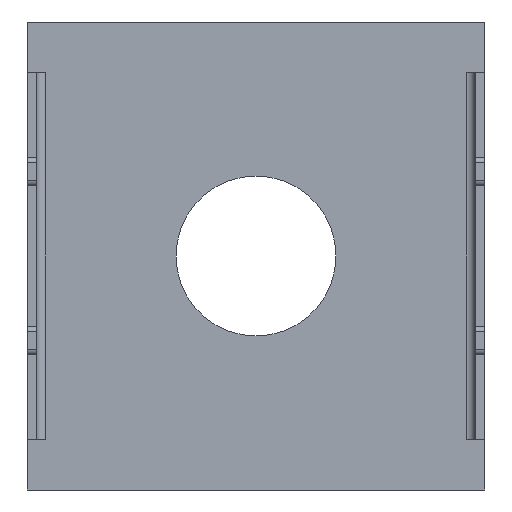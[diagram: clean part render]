
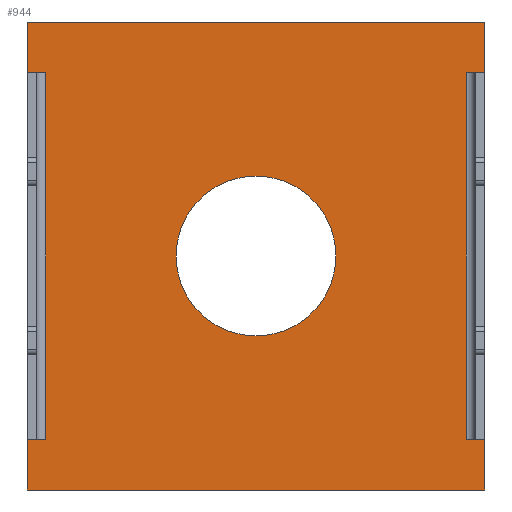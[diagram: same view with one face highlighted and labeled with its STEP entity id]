
A CAD part, front view. The second image highlights one B-rep face of the part: STEP entity #944.
In plain terms, the highlighted planar face has unit normal (0, -1, 0).
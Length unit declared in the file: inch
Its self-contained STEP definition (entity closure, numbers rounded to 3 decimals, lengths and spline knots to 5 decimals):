
#38=FACE_BOUND('',#106,.T.);
#51=FACE_OUTER_BOUND('',#105,.T.);
#105=EDGE_LOOP('',(#678,#679,#680,#681,#682,#683,#684,#685,#686,#687,#688,
#689));
#106=EDGE_LOOP('',(#690));
#148=LINE('',#1356,#254);
#150=LINE('',#1360,#256);
#168=LINE('',#1430,#274);
#169=LINE('',#1432,#275);
#170=LINE('',#1434,#276);
#171=LINE('',#1435,#277);
#172=LINE('',#1437,#278);
#173=LINE('',#1439,#279);
#174=LINE('',#1441,#280);
#175=LINE('',#1443,#281);
#176=LINE('',#1445,#282);
#177=LINE('',#1446,#283);
#254=VECTOR('',#1082,0.0555);
#256=VECTOR('',#1084,0.0555);
#274=VECTOR('',#1140,0.5);
#275=VECTOR('',#1141,0.02);
#276=VECTOR('',#1142,0.401);
#277=VECTOR('',#1143,0.02);
#278=VECTOR('',#1144,0.5);
#279=VECTOR('',#1145,0.0555);
#280=VECTOR('',#1146,0.02);
#281=VECTOR('',#1147,0.401);
#282=VECTOR('',#1148,0.02);
#283=VECTOR('',#1149,0.0555);
#363=CIRCLE('',#999,0.0875);
#394=VERTEX_POINT('',#1353);
#395=VERTEX_POINT('',#1355);
#396=VERTEX_POINT('',#1357);
#397=VERTEX_POINT('',#1359);
#411=VERTEX_POINT('',#1412);
#416=VERTEX_POINT('',#1429);
#417=VERTEX_POINT('',#1431);
#418=VERTEX_POINT('',#1433);
#419=VERTEX_POINT('',#1436);
#420=VERTEX_POINT('',#1438);
#421=VERTEX_POINT('',#1440);
#422=VERTEX_POINT('',#1442);
#423=VERTEX_POINT('',#1444);
#486=EDGE_CURVE('',#394,#395,#148,.T.);
#488=EDGE_CURVE('',#397,#396,#150,.T.);
#509=EDGE_CURVE('',#411,#411,#363,.T.);
#516=EDGE_CURVE('',#397,#416,#168,.T.);
#517=EDGE_CURVE('',#417,#396,#169,.T.);
#518=EDGE_CURVE('',#417,#418,#170,.T.);
#519=EDGE_CURVE('',#418,#395,#171,.T.);
#520=EDGE_CURVE('',#394,#419,#172,.T.);
#521=EDGE_CURVE('',#419,#420,#173,.T.);
#522=EDGE_CURVE('',#420,#421,#174,.T.);
#523=EDGE_CURVE('',#422,#421,#175,.T.);
#524=EDGE_CURVE('',#423,#422,#176,.T.);
#525=EDGE_CURVE('',#416,#423,#177,.T.);
#678=ORIENTED_EDGE('',*,*,#516,.F.);
#679=ORIENTED_EDGE('',*,*,#488,.T.);
#680=ORIENTED_EDGE('',*,*,#517,.F.);
#681=ORIENTED_EDGE('',*,*,#518,.T.);
#682=ORIENTED_EDGE('',*,*,#519,.T.);
#683=ORIENTED_EDGE('',*,*,#486,.F.);
#684=ORIENTED_EDGE('',*,*,#520,.T.);
#685=ORIENTED_EDGE('',*,*,#521,.T.);
#686=ORIENTED_EDGE('',*,*,#522,.T.);
#687=ORIENTED_EDGE('',*,*,#523,.F.);
#688=ORIENTED_EDGE('',*,*,#524,.F.);
#689=ORIENTED_EDGE('',*,*,#525,.F.);
#690=ORIENTED_EDGE('',*,*,#509,.F.);
#903=PLANE('',#1008);
#944=ADVANCED_FACE('',(#51,#38),#903,.F.);
#999=AXIS2_PLACEMENT_3D('',#1413,#1118,#1119);
#1008=AXIS2_PLACEMENT_3D('',#1428,#1138,#1139);
#1082=DIRECTION('',(0.,0.,1.));
#1084=DIRECTION('',(0.,0.,-1.));
#1118=DIRECTION('center_axis',(0.,-1.,0.));
#1119=DIRECTION('ref_axis',(0.,0.,-1.));
#1138=DIRECTION('center_axis',(0.,1.,0.));
#1139=DIRECTION('ref_axis',(0.,0.,1.));
#1140=DIRECTION('',(1.,0.,0.));
#1141=DIRECTION('',(-1.,0.,0.));
#1142=DIRECTION('',(0.,0.,-1.));
#1143=DIRECTION('',(-1.,0.,0.));
#1144=DIRECTION('',(1.,0.,0.));
#1145=DIRECTION('',(0.,0.,1.));
#1146=DIRECTION('',(-1.,0.,0.));
#1147=DIRECTION('',(0.,0.,-1.));
#1148=DIRECTION('',(-1.,0.,0.));
#1149=DIRECTION('',(0.,0.,-1.));
#1353=CARTESIAN_POINT('',(-0.25,0.,-0.256));
#1355=CARTESIAN_POINT('',(-0.25,0.,-0.2005));
#1356=CARTESIAN_POINT('',(-0.25,0.,-0.3072));
#1357=CARTESIAN_POINT('',(-0.25,0.,0.2005));
#1359=CARTESIAN_POINT('',(-0.25,0.,0.256));
#1360=CARTESIAN_POINT('',(-0.25,0.,0.256));
#1412=CARTESIAN_POINT('',(0.,0.,-0.0875));
#1413=CARTESIAN_POINT('Origin',(0.,0.,0.));
#1428=CARTESIAN_POINT('Origin',(-0.23,0.,0.256));
#1429=CARTESIAN_POINT('',(0.25,0.,0.256));
#1430=CARTESIAN_POINT('',(-0.23,0.,0.256));
#1431=CARTESIAN_POINT('',(-0.23,0.,0.2005));
#1432=CARTESIAN_POINT('',(0.25,0.,0.2005));
#1433=CARTESIAN_POINT('',(-0.23,0.,-0.2005));
#1434=CARTESIAN_POINT('',(-0.23,0.,0.256));
#1435=CARTESIAN_POINT('',(0.25,0.,-0.2005));
#1436=CARTESIAN_POINT('',(0.25,0.,-0.256));
#1437=CARTESIAN_POINT('',(-0.23,0.,-0.256));
#1438=CARTESIAN_POINT('',(0.25,0.,-0.2005));
#1439=CARTESIAN_POINT('',(0.25,0.,-0.3072));
#1440=CARTESIAN_POINT('',(0.23,0.,-0.2005));
#1441=CARTESIAN_POINT('',(0.25,0.,-0.2005));
#1442=CARTESIAN_POINT('',(0.23,0.,0.2005));
#1443=CARTESIAN_POINT('',(0.23,0.,0.256));
#1444=CARTESIAN_POINT('',(0.25,0.,0.2005));
#1445=CARTESIAN_POINT('',(0.25,0.,0.2005));
#1446=CARTESIAN_POINT('',(0.25,0.,0.256));
